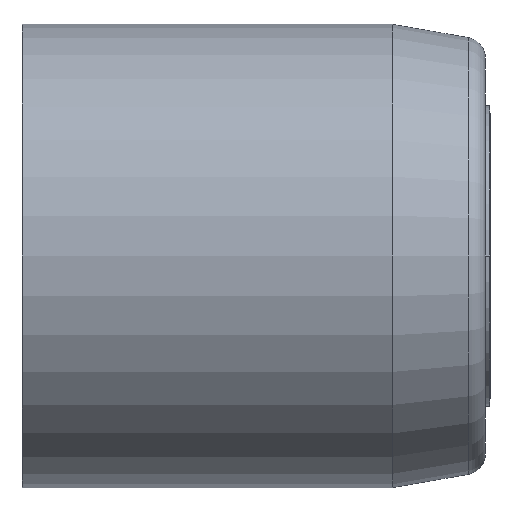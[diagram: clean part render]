
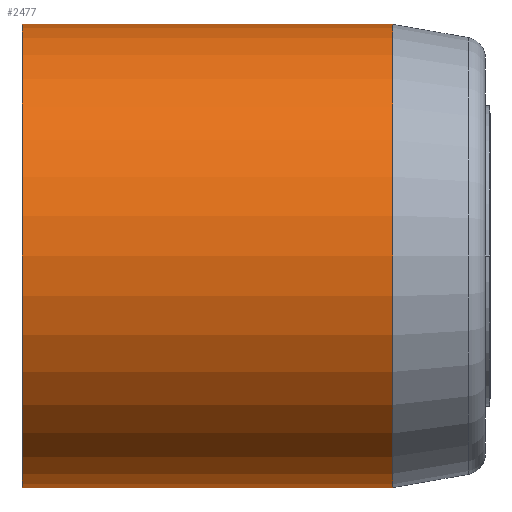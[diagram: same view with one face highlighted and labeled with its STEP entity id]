
A CAD part, left-side view. The second image highlights one B-rep face of the part: STEP entity #2477.
In plain terms, the highlighted cylindrical face has radius 10 mm (diameter 20 mm), a partial arc.
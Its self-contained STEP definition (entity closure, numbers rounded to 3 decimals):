
#1013 = LINE ( 'NONE', #1017, #4595 ) ;
#1017 = CARTESIAN_POINT ( 'NONE',  ( 0., 22.869, -10. ) ) ;
#1047 = DIRECTION ( 'NONE',  ( 0., 1., 0. ) ) ;
#1111 = DIRECTION ( 'NONE',  ( 0., 1., 0. ) ) ;
#1114 = CYLINDRICAL_SURFACE ( 'NONE', #1890, 10. ) ;
#1119 = CARTESIAN_POINT ( 'NONE',  ( 0., 22.869, 0. ) ) ;
#1133 = FACE_OUTER_BOUND ( 'NONE', #1499, .T. ) ;
#1144 = DIRECTION ( 'NONE',  ( 0., 0., 1. ) ) ;
#1499 = EDGE_LOOP ( 'NONE', ( #4102, #4115, #4131, #4150 ) ) ;
#1890 = AXIS2_PLACEMENT_3D ( 'NONE', #1119, #1111, #1144 ) ;
#1949 = AXIS2_PLACEMENT_3D ( 'NONE', #2196, #2216, #2169 ) ;
#1970 = CIRCLE ( 'NONE', #1949, 10. ) ;
#1972 = CIRCLE ( 'NONE', #2001, 10. ) ;
#2001 = AXIS2_PLACEMENT_3D ( 'NONE', #2266, #2239, #2260 ) ;
#2003 = VECTOR ( 'NONE', #3279, 1000. ) ;
#2169 = DIRECTION ( 'NONE',  ( 0., 0., 1. ) ) ;
#2196 = CARTESIAN_POINT ( 'NONE',  ( 0., 20., 0. ) ) ;
#2216 = DIRECTION ( 'NONE',  ( 0., 1., 0. ) ) ;
#2239 = DIRECTION ( 'NONE',  ( 0., 1., 0. ) ) ;
#2260 = DIRECTION ( 'NONE',  ( 0., 0., 1. ) ) ;
#2266 = CARTESIAN_POINT ( 'NONE',  ( 0., 4., 0. ) ) ;
#2449 = EDGE_CURVE ( 'NONE', #4310, #4371, #1013, .T. ) ;
#2477 = ADVANCED_FACE ( 'NONE', ( #1133 ), #1114, .T. ) ;
#2520 = EDGE_CURVE ( 'NONE', #4371, #4318, #1970, .T. ) ;
#2525 = EDGE_CURVE ( 'NONE', #4310, #4311, #1972, .T. ) ;
#2532 = EDGE_CURVE ( 'NONE', #4311, #4318, #3302, .T. ) ;
#3277 = CARTESIAN_POINT ( 'NONE',  ( 0., 22.869, 10. ) ) ;
#3279 = DIRECTION ( 'NONE',  ( 0., 1., 0. ) ) ;
#3302 = LINE ( 'NONE', #3277, #2003 ) ;
#3510 = CARTESIAN_POINT ( 'NONE',  ( 0., 4., -10. ) ) ;
#3570 = CARTESIAN_POINT ( 'NONE',  ( 0., 4., 10. ) ) ;
#3572 = CARTESIAN_POINT ( 'NONE',  ( 0., 20., 10. ) ) ;
#3595 = CARTESIAN_POINT ( 'NONE',  ( 0., 20., -10. ) ) ;
#4102 = ORIENTED_EDGE ( 'NONE', *, *, #2449, .F. ) ;
#4115 = ORIENTED_EDGE ( 'NONE', *, *, #2525, .T. ) ;
#4131 = ORIENTED_EDGE ( 'NONE', *, *, #2532, .T. ) ;
#4150 = ORIENTED_EDGE ( 'NONE', *, *, #2520, .F. ) ;
#4310 = VERTEX_POINT ( 'NONE', #3510 ) ;
#4311 = VERTEX_POINT ( 'NONE', #3570 ) ;
#4318 = VERTEX_POINT ( 'NONE', #3572 ) ;
#4371 = VERTEX_POINT ( 'NONE', #3595 ) ;
#4595 = VECTOR ( 'NONE', #1047, 1000. ) ;
